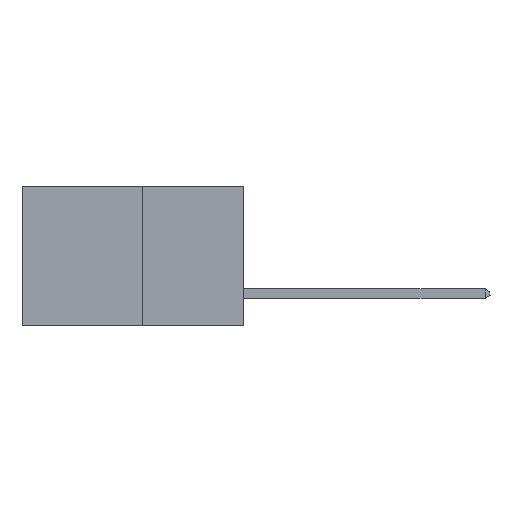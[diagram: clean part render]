
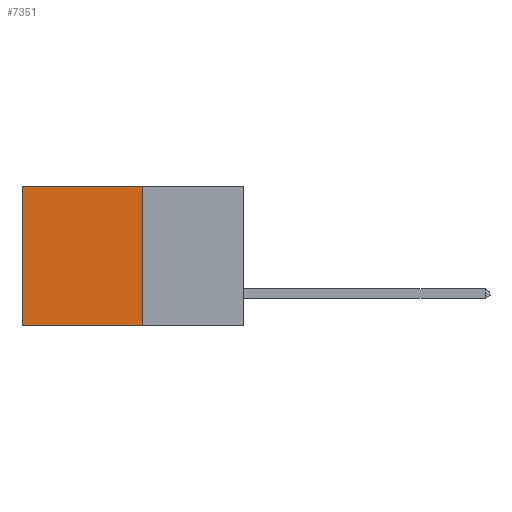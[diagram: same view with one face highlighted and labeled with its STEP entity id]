
A CAD part, left-side view. The second image highlights one B-rep face of the part: STEP entity #7351.
In plain terms, the highlighted planar face has unit normal (-1, 0, 0).
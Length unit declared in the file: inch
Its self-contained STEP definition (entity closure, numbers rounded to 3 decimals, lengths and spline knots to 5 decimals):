
#148 = EDGE_CURVE ( 'NONE', #12601, #3740, #10616, .T. ) ;
#751 = AXIS2_PLACEMENT_3D ( 'NONE', #5082, #2906, #12715 ) ;
#836 = EDGE_CURVE ( 'NONE', #6670, #3167, #4218, .T. ) ;
#1188 = CARTESIAN_POINT ( 'NONE',  ( 0.277, 0.27, -0.37 ) ) ;
#1679 = ORIENTED_EDGE ( 'NONE', *, *, #836, .F. ) ;
#1792 = LINE ( 'NONE', #5354, #7169 ) ;
#1925 = EDGE_CURVE ( 'NONE', #3740, #3167, #1792, .T. ) ;
#1970 = DIRECTION ( 'NONE',  ( 0., 0., -1. ) ) ;
#2325 = EDGE_CURVE ( 'NONE', #12601, #6670, #4491, .T. ) ;
#2906 = DIRECTION ( 'NONE',  ( 1., 0., 0. ) ) ;
#3167 = VERTEX_POINT ( 'NONE', #12389 ) ;
#3740 = VERTEX_POINT ( 'NONE', #10132 ) ;
#3798 = FACE_OUTER_BOUND ( 'NONE', #3881, .T. ) ;
#3881 = EDGE_LOOP ( 'NONE', ( #11993, #1679, #4570, #7399 ) ) ;
#4218 = LINE ( 'NONE', #6414, #7391 ) ;
#4491 = LINE ( 'NONE', #4953, #11932 ) ;
#4570 = ORIENTED_EDGE ( 'NONE', *, *, #2325, .F. ) ;
#4953 = CARTESIAN_POINT ( 'NONE',  ( 0.277, 0.27, -0.37 ) ) ;
#5082 = CARTESIAN_POINT ( 'NONE',  ( 0.277, 0.27, -0.37 ) ) ;
#5354 = CARTESIAN_POINT ( 'NONE',  ( 0.277, 0.59, -0.37 ) ) ;
#6205 = PLANE ( 'NONE',  #751 ) ;
#6414 = CARTESIAN_POINT ( 'NONE',  ( 0.277, 0.27, -0.37 ) ) ;
#6670 = VERTEX_POINT ( 'NONE', #1188 ) ;
#7169 = VECTOR ( 'NONE', #8585, 39.37008 ) ;
#7351 = ADVANCED_FACE ( 'NONE', ( #3798 ), #6205, .F. ) ;
#7391 = VECTOR ( 'NONE', #10489, 39.37008 ) ;
#7399 = ORIENTED_EDGE ( 'NONE', *, *, #148, .T. ) ;
#7628 = CARTESIAN_POINT ( 'NONE',  ( 0.277, 0.27, 0. ) ) ;
#8585 = DIRECTION ( 'NONE',  ( 0., 0., -1. ) ) ;
#8886 = DIRECTION ( 'NONE',  ( 0., 1., 0. ) ) ;
#8892 = CARTESIAN_POINT ( 'NONE',  ( 0.277, 0.27, 0. ) ) ;
#10132 = CARTESIAN_POINT ( 'NONE',  ( 0.277, 0.59, 0. ) ) ;
#10489 = DIRECTION ( 'NONE',  ( 0., 1., 0. ) ) ;
#10616 = LINE ( 'NONE', #7628, #12722 ) ;
#11932 = VECTOR ( 'NONE', #1970, 39.37008 ) ;
#11993 = ORIENTED_EDGE ( 'NONE', *, *, #1925, .T. ) ;
#12389 = CARTESIAN_POINT ( 'NONE',  ( 0.277, 0.59, -0.37 ) ) ;
#12601 = VERTEX_POINT ( 'NONE', #8892 ) ;
#12715 = DIRECTION ( 'NONE',  ( 0., 0., -1. ) ) ;
#12722 = VECTOR ( 'NONE', #8886, 39.37008 ) ;
